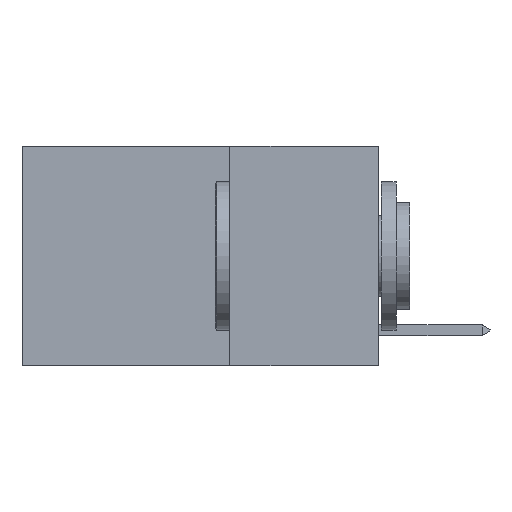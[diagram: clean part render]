
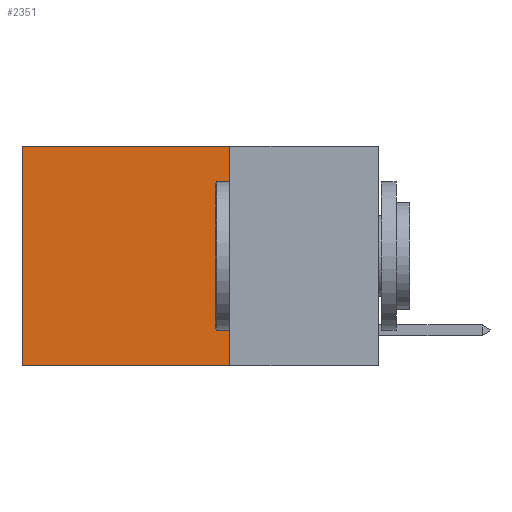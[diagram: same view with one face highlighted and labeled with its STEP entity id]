
A CAD part, left-side view. The second image highlights one B-rep face of the part: STEP entity #2351.
In plain terms, the highlighted planar face has unit normal (-1, 0, 0).
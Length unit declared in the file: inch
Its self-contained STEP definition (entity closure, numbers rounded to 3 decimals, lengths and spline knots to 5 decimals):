
#143 = CARTESIAN_POINT ( 'NONE',  ( 0.2625, 0.25, 0. ) ) ;
#192 = LINE ( 'NONE', #7778, #11530 ) ;
#759 = FACE_OUTER_BOUND ( 'NONE', #2960, .T. ) ;
#780 = EDGE_CURVE ( 'NONE', #10847, #3149, #6673, .T. ) ;
#1379 = CARTESIAN_POINT ( 'NONE',  ( 0.2625, 0.25, -0.37 ) ) ;
#1938 = ORIENTED_EDGE ( 'NONE', *, *, #8362, .F. ) ;
#2351 = ADVANCED_FACE ( 'NONE', ( #759 ), #7829, .F. ) ;
#2727 = DIRECTION ( 'NONE',  ( 1., 0., 0. ) ) ;
#2960 = EDGE_LOOP ( 'NONE', ( #9439, #12926, #1938, #13569 ) ) ;
#3149 = VERTEX_POINT ( 'NONE', #14214 ) ;
#3723 = EDGE_CURVE ( 'NONE', #6893, #10847, #192, .T. ) ;
#4102 = CARTESIAN_POINT ( 'NONE',  ( 0.2625, 0.25, -0.37 ) ) ;
#4506 = DIRECTION ( 'NONE',  ( 0., 1., 0. ) ) ;
#4850 = DIRECTION ( 'NONE',  ( 0., 0., -1. ) ) ;
#4871 = DIRECTION ( 'NONE',  ( 0., 0., -1. ) ) ;
#5159 = VERTEX_POINT ( 'NONE', #1379 ) ;
#5400 = VECTOR ( 'NONE', #7475, 39.37008 ) ;
#5780 = LINE ( 'NONE', #10248, #7506 ) ;
#6673 = LINE ( 'NONE', #8266, #12798 ) ;
#6893 = VERTEX_POINT ( 'NONE', #8204 ) ;
#7475 = DIRECTION ( 'NONE',  ( 0., 1., 0. ) ) ;
#7506 = VECTOR ( 'NONE', #4850, 39.37008 ) ;
#7778 = CARTESIAN_POINT ( 'NONE',  ( 0.2625, 0.25, 0. ) ) ;
#7829 = PLANE ( 'NONE',  #10108 ) ;
#8204 = CARTESIAN_POINT ( 'NONE',  ( 0.2625, 0.25, 0. ) ) ;
#8266 = CARTESIAN_POINT ( 'NONE',  ( 0.2625, 0.6, 0. ) ) ;
#8362 = EDGE_CURVE ( 'NONE', #6893, #5159, #5780, .T. ) ;
#9439 = ORIENTED_EDGE ( 'NONE', *, *, #780, .T. ) ;
#10108 = AXIS2_PLACEMENT_3D ( 'NONE', #143, #2727, #10287 ) ;
#10248 = CARTESIAN_POINT ( 'NONE',  ( 0.2625, 0.25, 0. ) ) ;
#10287 = DIRECTION ( 'NONE',  ( 0., 0., -1. ) ) ;
#10847 = VERTEX_POINT ( 'NONE', #12918 ) ;
#10859 = LINE ( 'NONE', #4102, #5400 ) ;
#11530 = VECTOR ( 'NONE', #4506, 39.37008 ) ;
#12798 = VECTOR ( 'NONE', #4871, 39.37008 ) ;
#12918 = CARTESIAN_POINT ( 'NONE',  ( 0.2625, 0.6, 0. ) ) ;
#12926 = ORIENTED_EDGE ( 'NONE', *, *, #12945, .F. ) ;
#12945 = EDGE_CURVE ( 'NONE', #5159, #3149, #10859, .T. ) ;
#13569 = ORIENTED_EDGE ( 'NONE', *, *, #3723, .T. ) ;
#14214 = CARTESIAN_POINT ( 'NONE',  ( 0.2625, 0.6, -0.37 ) ) ;
